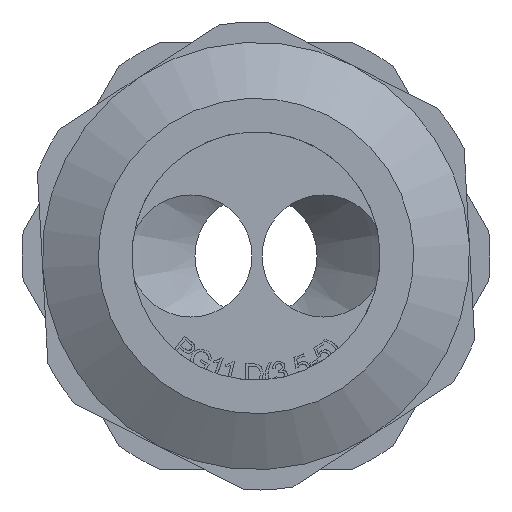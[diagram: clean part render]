
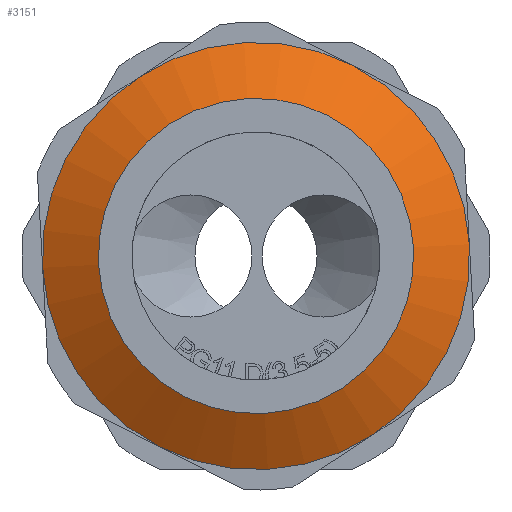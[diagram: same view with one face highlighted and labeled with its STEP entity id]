
A CAD part, front view. The second image highlights one B-rep face of the part: STEP entity #3151.
In plain terms, the highlighted conical face has half-angle 60 degrees and reference radius 10.5 mm.
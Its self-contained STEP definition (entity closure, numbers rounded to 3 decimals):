
#590=CONICAL_SURFACE('',#12550,10.5,60.);
#3151=ADVANCED_FACE('',(#4107,#4108),#590,.T.);
#4107=FACE_BOUND('',#4212,.T.);
#4108=FACE_BOUND('',#4213,.T.);
#4212=EDGE_LOOP('',(#5063));
#4213=EDGE_LOOP('',(#5064));
#5063=ORIENTED_EDGE('',*,*,#10127,.F.);
#5064=ORIENTED_EDGE('',*,*,#10126,.T.);
#8834=VERTEX_POINT('',#17190);
#8835=VERTEX_POINT('',#17193);
#10126=EDGE_CURVE('',#8834,#8834,#11967,.T.);
#10127=EDGE_CURVE('',#8835,#8835,#11968,.T.);
#11967=CIRCLE('',#12547,10.5);
#11968=CIRCLE('',#12549,7.75);
#12547=AXIS2_PLACEMENT_3D('',#17189,#13928,#13929);
#12549=AXIS2_PLACEMENT_3D('',#17192,#13932,#13933);
#12550=AXIS2_PLACEMENT_3D('',#17194,#13934,#13935);
#13928=DIRECTION('',(0.,-1.,0.));
#13929=DIRECTION('',(-0.837,0.,-0.547));
#13932=DIRECTION('',(0.,-1.,0.));
#13933=DIRECTION('',(-0.837,0.,-0.547));
#13934=DIRECTION('',(0.,1.,0.));
#13935=DIRECTION('',(0.837,0.,0.547));
#17189=CARTESIAN_POINT('',(8.494,3.211,-1.783));
#17190=CARTESIAN_POINT('',(-0.297,3.211,-7.526));
#17192=CARTESIAN_POINT('',(8.494,1.624,-1.783));
#17193=CARTESIAN_POINT('',(2.005,1.624,-6.021));
#17194=CARTESIAN_POINT('',(8.494,3.211,-1.783));
